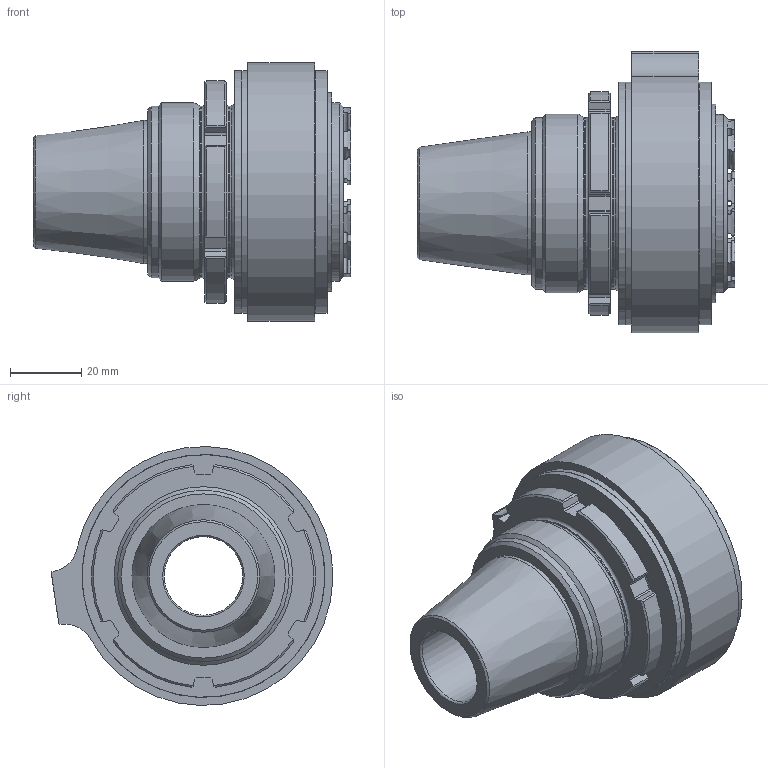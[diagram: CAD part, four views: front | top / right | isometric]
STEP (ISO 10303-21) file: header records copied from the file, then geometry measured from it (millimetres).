
FILE_DESCRIPTION( ( 'Unknown' ), '1' );
FILE_NAME( '379984000-A.stp', 'Unknown', ( 'Unknown' ), ( 'Unknown' ), 'PSStep 15.0.49', 'Unknown', ' ' );
FILE_SCHEMA( ( 'AUTOMOTIVE_DESIGN { 1 0 10303 214 1 1 1 1 }' ) );
Length unit declared in the file: millimetre
Products named in the file (13): 0006955; 0006370; 0006957-oa0; 0004304; 0006954; 0006958; 0006959; 0006969; Assem1; 0012659; 0012668; 0004686; 0012666
Assembly tree (13 placements, depth 4):
  Assem1
    0012659
    0012668
    0004686
    0012666
    0004304
      0006954  x2
      0006958
      0006959
      0006969
      0006955
        0006370
        0006957-oa0
Bounding box: 88.91 x 78.89 x 72.48 mm (x, y, z)
Volume: 175437.8 mm3; surface area: 107206.7 mm2
Topology: 11 solids, 11 shells, 637 faces, 1779 edges, 1150 vertices
Faces by surface type: plane 205, torus 186, cylinder 162, cone 80, sphere 4
Full cylindrical faces by diameter (mm): 2 x2, 4 x32, 8.566 x2, 22 x1, 28 x1, 30.5 x3, 33.5 x4, 36 x2, 40.05 x1, 43.8 x1, 45 x4, 47.6 x2, 48 x3, 48.376 x2, 49.9 x2, 50 x5, 50.5 x2, 60.24 x2, 60.74 x4, 60.772 x1, 65 x2, 65.4 x1, 68 x4
Entity records: 20572 total; most frequent: CARTESIAN_POINT 6290, ORIENTED_EDGE 2452, DIRECTION 2314, EDGE_CURVE 1226, AXIS2_PLACEMENT_3D 1009, VERTEX_POINT 861, EDGE_LOOP 662, FACE_OUTER_BOUND 579
